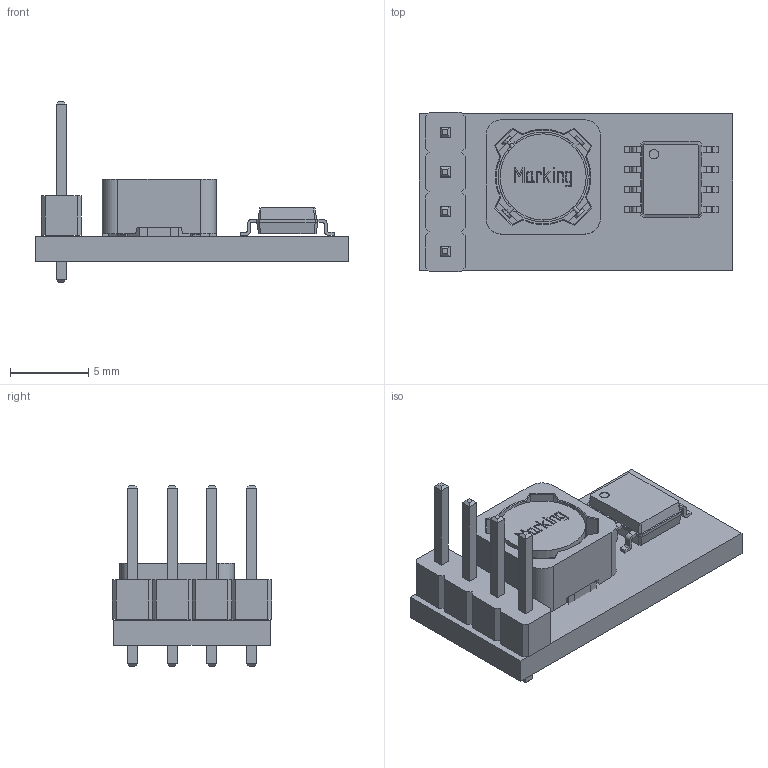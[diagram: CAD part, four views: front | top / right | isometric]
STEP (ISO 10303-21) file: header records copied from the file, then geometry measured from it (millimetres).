
FILE_DESCRIPTION(('KiCad electronic assembly'),'2;1');
FILE_NAME('dc-dc.step','2019-02-16T17:29:42',('An Author'),('A Company') ,'Open CASCADE STEP processor 6.9','KiCad to STEP converter','Unknown' );
FILE_SCHEMA(('AUTOMOTIVE_DESIGN { 1 0 10303 214 1 1 1 1 }'));
Length unit declared in the file: millimetre
Products named in the file (8): Open CASCADE STEP translator 6.9 1; PinHeader_1x04_P2.54mm_Vertical; SOLID; SOIC-8_3.9x4.9mm_P1.27mm; STEP-WE-PD-7345-Plastic-rev1; COMPOUND
Assembly tree (7 placements, depth 3):
  Open CASCADE STEP translator 6.9 1
    PinHeader_1x04_P2.54mm_Vertical
      SOLID
    SOIC-8_3.9x4.9mm_P1.27mm
      SOLID
    STEP-WE-PD-7345-Plastic-rev1
      COMPOUND
    COMPOUND
Bounding box: 20 x 10.16 x 11.54 mm (x, y, z)
Volume: 569.4 mm3; surface area: 1491.1 mm2
Topology: 10 solids, 10 shells, 566 faces, 1479 edges, 943 vertices
Faces by surface type: plane 419, cylinder 83, bspline 46, extrusion 14, cone 4
Full cylindrical faces by diameter (mm): 0.6 x1, 1 x4, 2.75 x1, 5.5 x2, 5.75 x1
Entity records: 44261 total; most frequent: CARTESIAN_POINT 12949, DIRECTION 5062, VECTOR 3528, LINE 3514, ORIENTED_EDGE 2946, PCURVE 2946, DEFINITIONAL_REPRESENTATION 2946, EDGE_CURVE 1473
